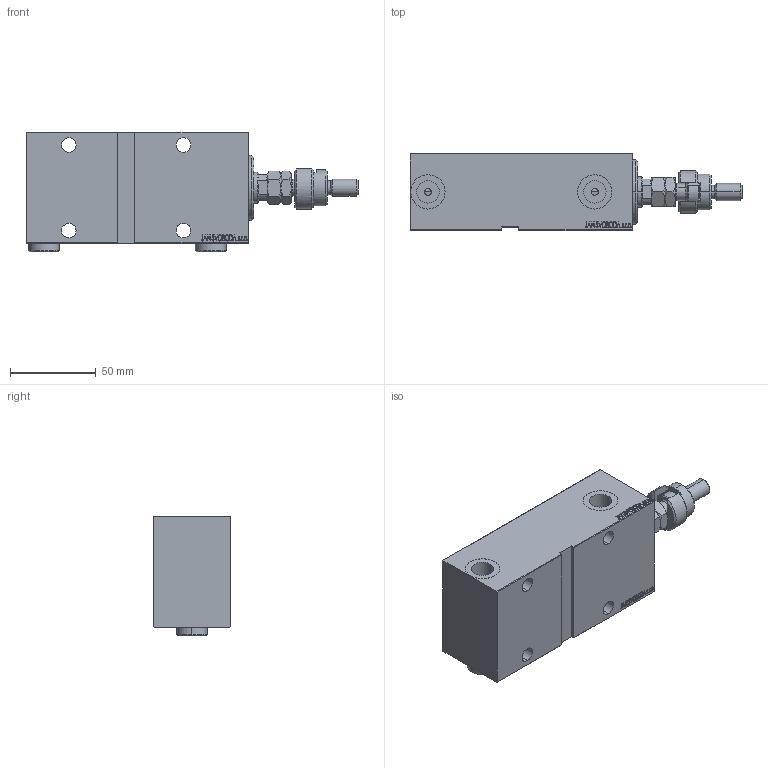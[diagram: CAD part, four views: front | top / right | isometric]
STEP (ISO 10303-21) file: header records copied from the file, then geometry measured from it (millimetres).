
FILE_DESCRIPTION (( 'STEP AP203' ), '1' );
FILE_NAME ('c466.STEP', '2024-02-12T07:09:46', ( '' ), ( '' ), 'SwSTEP 2.0', 'SolidWorks 2019', '' );
FILE_SCHEMA (( 'CONFIG_CONTROL_DESIGN' ));
Length unit declared in the file: millimetre
Products named in the file (8): V450CM_E_VCP c8e6013c8872955ec83c008af7387046; DFA c8e6013c8872955ec83c008af7387046; MFA c8e6013c8872955ec83c008af7387046; V450CM_VC_B c8e6013c8872955ec83c008af7387046; V450CM_E_Body c8e6013c8872955ec83c008af7387046; c466; Zatka_OIL_PORT c8e6013c8872955ec83c008af7387046; FEMALE_PART_FOR_DFA c8e6013c8872955ec83c008af7387046
Assembly tree (8 placements, depth 3):
  c466
    V450CM_E_Body c8e6013c8872955ec83c008af7387046
    V450CM_E_VCP c8e6013c8872955ec83c008af7387046
    V450CM_VC_B c8e6013c8872955ec83c008af7387046
    DFA c8e6013c8872955ec83c008af7387046
      FEMALE_PART_FOR_DFA c8e6013c8872955ec83c008af7387046
      MFA c8e6013c8872955ec83c008af7387046
    Zatka_OIL_PORT c8e6013c8872955ec83c008af7387046  x2
Bounding box: 194 x 45 x 69.9 mm (x, y, z)
Volume: 358486.5 mm3; surface area: 73610.4 mm2
Topology: 7 solids, 7 shells, 995 faces, 2504 edges, 1637 vertices
Faces by surface type: plane 472, bspline 380, cylinder 81, cone 58, torus 4
Entity records: 47272 total; most frequent: CARTESIAN_POINT 25477, ORIENTED_EDGE 4924, DIRECTION 3060, EDGE_CURVE 2462, VERTEX_POINT 1613, LINE 1420, VECTOR 1420, EDGE_LOOP 1109
